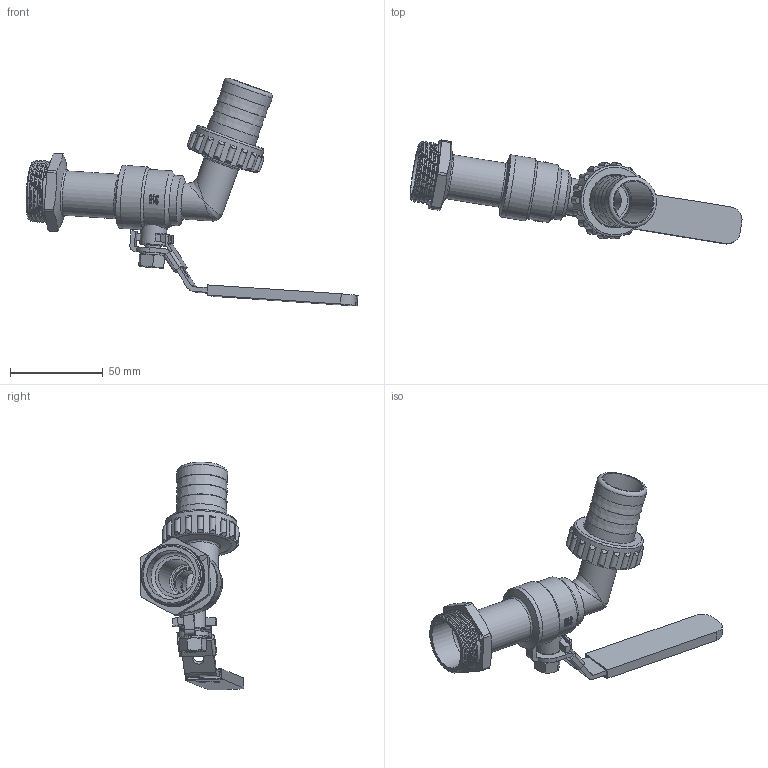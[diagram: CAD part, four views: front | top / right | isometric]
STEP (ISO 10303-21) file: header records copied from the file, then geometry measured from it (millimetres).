
FILE_DESCRIPTION(/* description */ (''),/* implementation_level */ '2;1');
FILE_NAME(/* name */ 'kha_10_es_e.stp',/* time_stamp */ '2017-03-03T12:12:47+01:00',/* author */ ('hamoud'),/* organization */ (''),/* preprocessor_version */ 'ST-DEVELOPER v15.6',/* originating_system */ 'Autodesk Inventor LT ',/* authorisation */ '');
FILE_SCHEMA (('AUTOMOTIVE_DESIGN { 1 0 10303 214 3 1 1 }'));
Length unit declared in the file: millimetre
Products named in the file (1): DN25(1)
Bounding box: 178.98 x 56 x 122.79 mm (x, y, z)
Volume: 68582 mm3; surface area: 57389.3 mm2
Topology: 18 solids, 18 shells, 493 faces, 1216 edges, 776 vertices
Faces by surface type: plane 186, cylinder 133, bspline 83, cone 74, torus 15, sphere 2
Full cylindrical faces by diameter (mm): 5.6 x2, 6 x1, 8 x4, 8.1 x1, 9.5 x1, 10.5 x1, 13 x1, 14 x1, 15 x7, 19 x1, 19.5 x2, 22 x4, 22.5 x2, 24 x2, 26.5 x1, 26.9 x1, 27 x1, 27.5 x2, 28 x1, 28.5 x1, 29.5 x1, 29.8 x1, 30.2 x1, 31.5 x1, 32 x1, 33.2 x1, 34 x2, 38.5 x1
Entity records: 30699 total; most frequent: CARTESIAN_POINT 20218, ORIENTED_EDGE 2164, DIRECTION 1922, EDGE_CURVE 1082, VERTEX_POINT 739, AXIS2_PLACEMENT_3D 723, EDGE_LOOP 635, ADVANCED_FACE 492
